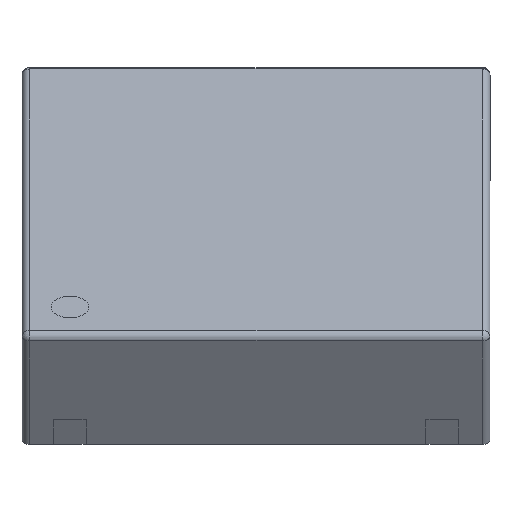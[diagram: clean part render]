
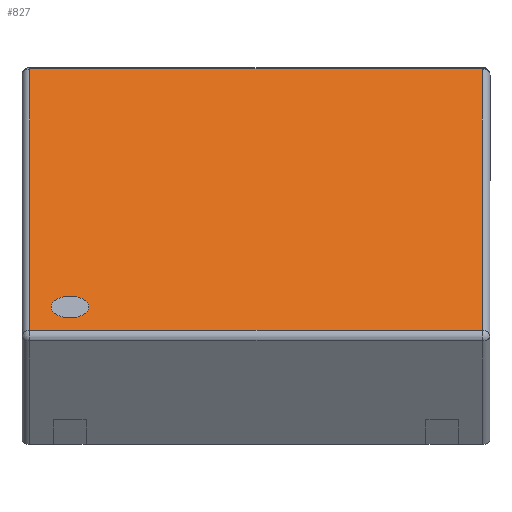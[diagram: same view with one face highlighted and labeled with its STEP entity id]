
A CAD part, isometric view. The second image highlights one B-rep face of the part: STEP entity #827.
In plain terms, the highlighted planar face has unit normal (0, 0, 1).
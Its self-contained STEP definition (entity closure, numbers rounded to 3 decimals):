
#168=CARTESIAN_POINT('',(-1.742,0.125,0.89));
#169=VERTEX_POINT('',#168);
#178=CARTESIAN_POINT('',(-1.742,-0.125,0.89));
#179=VERTEX_POINT('',#178);
#180=CARTESIAN_POINT('',(-1.742,0.,0.89));
#181=DIRECTION('',(0.0,0.0,-1.0));
#182=DIRECTION('',(0.0,1.0,0.0));
#183=AXIS2_PLACEMENT_3D('',#180,#181,#182);
#184=CIRCLE('',#183,0.125);
#185=EDGE_CURVE('',#179,#169,#184,.T.);
#210=CARTESIAN_POINT('',(2.121,0.,0.89));
#211=VERTEX_POINT('',#210);
#256=CARTESIAN_POINT('',(0.,-2.121,0.89));
#257=VERTEX_POINT('',#256);
#282=CARTESIAN_POINT('',(-2.121,0.,0.89));
#283=VERTEX_POINT('',#282);
#342=CARTESIAN_POINT('',(0.,2.121,0.89));
#343=VERTEX_POINT('',#342);
#383=CARTESIAN_POINT('',(0.,2.121,0.89));
#384=DIRECTION('',(0.707,-0.707,0.0));
#385=VECTOR('',#384,3.);
#386=LINE('',#383,#385);
#387=EDGE_CURVE('',#343,#211,#386,.T.);
#437=CARTESIAN_POINT('',(-2.121,0.,0.89));
#438=DIRECTION('',(0.707,0.707,0.0));
#439=VECTOR('',#438,3.0);
#440=LINE('',#437,#439);
#441=EDGE_CURVE('',#283,#343,#440,.T.);
#492=CARTESIAN_POINT('',(2.121,0.,0.89));
#493=DIRECTION('',(-0.707,-0.707,0.0));
#494=VECTOR('',#493,3.);
#495=LINE('',#492,#494);
#496=EDGE_CURVE('',#211,#257,#495,.T.);
#546=CARTESIAN_POINT('',(0.,-2.121,0.89));
#547=DIRECTION('',(-0.707,0.707,0.0));
#548=VECTOR('',#547,3.);
#549=LINE('',#546,#548);
#550=EDGE_CURVE('',#257,#283,#549,.T.);
#806=CARTESIAN_POINT('',(0.,0.,0.89));
#807=DIRECTION('',(0.0,0.0,1.0));
#808=DIRECTION('',(0.0,1.0,0.0));
#809=AXIS2_PLACEMENT_3D('',#806,#807,#808);
#810=PLANE('',#809);
#811=ORIENTED_EDGE('',*,*,#387,.F.);
#812=ORIENTED_EDGE('',*,*,#441,.F.);
#813=ORIENTED_EDGE('',*,*,#550,.F.);
#814=ORIENTED_EDGE('',*,*,#496,.F.);
#815=EDGE_LOOP('',(#811,#812,#813,#814));
#816=FACE_OUTER_BOUND('',#815,.T.);
#817=CARTESIAN_POINT('',(-1.742,0.,0.89));
#818=DIRECTION('',(0.0,0.0,-1.0));
#819=DIRECTION('',(0.0,1.0,0.0));
#820=AXIS2_PLACEMENT_3D('',#817,#818,#819);
#821=CIRCLE('',#820,0.125);
#822=EDGE_CURVE('',#169,#179,#821,.T.);
#823=ORIENTED_EDGE('',*,*,#822,.T.);
#824=ORIENTED_EDGE('',*,*,#185,.T.);
#825=EDGE_LOOP('',(#823,#824));
#826=FACE_BOUND('',#825,.T.);
#827=ADVANCED_FACE('',(#816,#826),#810,.T.);
